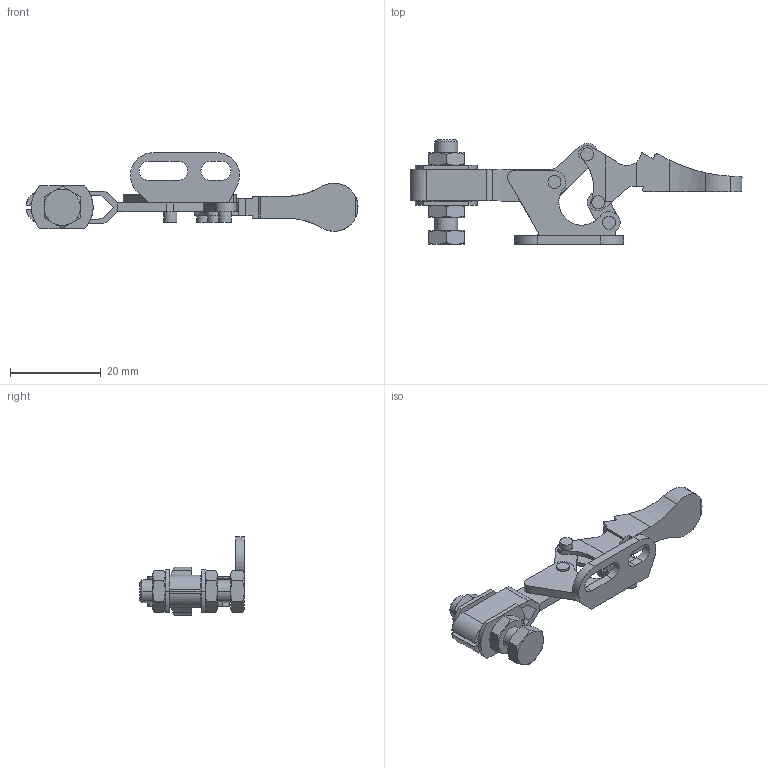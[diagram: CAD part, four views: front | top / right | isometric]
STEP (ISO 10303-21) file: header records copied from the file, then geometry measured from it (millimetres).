
FILE_DESCRIPTION( ( '' ), '1' );
FILE_NAME( 'K0071.0050 (GESCHLOSSEN).stp', '2012-10-29T16:02:07', ( '' ), ( '' ), ' ', ' ', ' ' );
FILE_SCHEMA( ( 'CONFIG_CONTROL_DESIGN' ) );
Length unit declared in the file: millimetre
Products named in the file (1): 1
Bounding box: 73.01 x 23 x 17.29 mm (x, y, z)
Volume: 3303 mm3; surface area: 4014.5 mm2
Topology: 1 solids, 1 shells, 232 faces, 630 edges, 407 vertices
Faces by surface type: plane 122, cylinder 72, cone 38
Entity records: 7401 total; most frequent: CARTESIAN_POINT 1527, ORIENTED_EDGE 1260, DIRECTION 1221, EDGE_CURVE 630, AXIS2_PLACEMENT_3D 437, VERTEX_POINT 407, LINE 347, VECTOR 347
